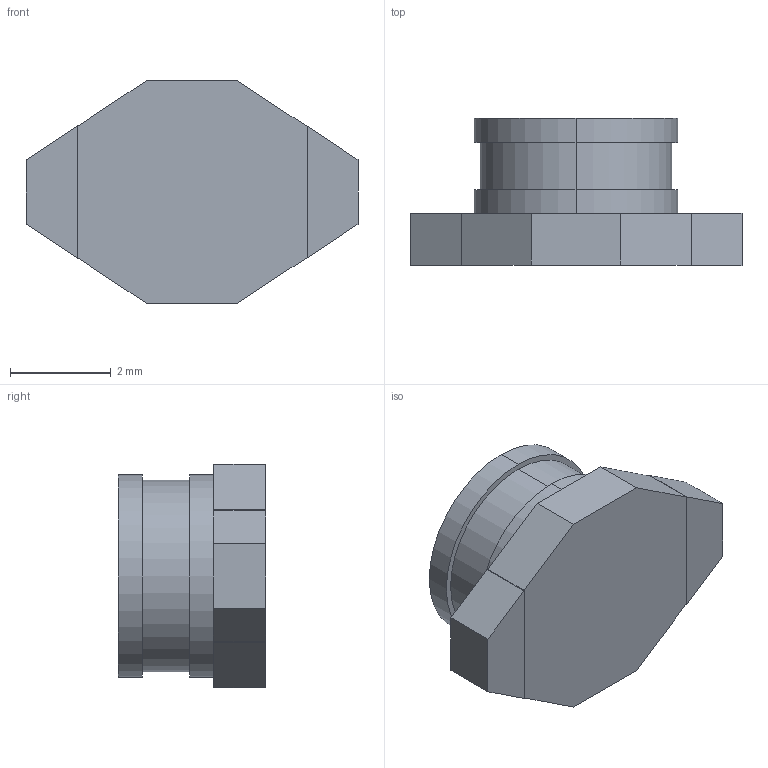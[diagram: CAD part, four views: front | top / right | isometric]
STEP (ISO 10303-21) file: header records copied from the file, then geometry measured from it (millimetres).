
FILE_DESCRIPTION (( 'STEP AP214' ), '1' );
FILE_NAME ('Coilcraft-DO1608C.STEP', '2018-12-19T09:01:30', ( '' ), ( '' ), 'SwSTEP 2.0', 'SolidWorks 2018', '' );
FILE_SCHEMA (( 'AUTOMOTIVE_DESIGN' ));
Length unit declared in the file: millimetre
Products named in the file (1): Coilcraft-DO1608C
Bounding box: 6.6 x 2.93 x 4.45 mm (x, y, z)
Volume: 45.2 mm3; surface area: 88.1 mm2
Topology: 1 solids, 1 shells, 53 faces, 129 edges, 86 vertices
Faces by surface type: plane 47, cylinder 6
Entity records: 2152 total; most frequent: CARTESIAN_POINT 269, ORIENTED_EDGE 258, DIRECTION 249, EDGE_CURVE 129, LINE 117, VECTOR 117, VERTEX_POINT 86, AXIS2_PLACEMENT_3D 66
